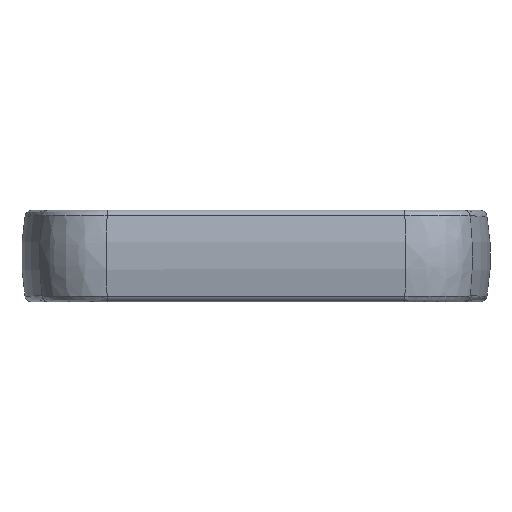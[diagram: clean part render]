
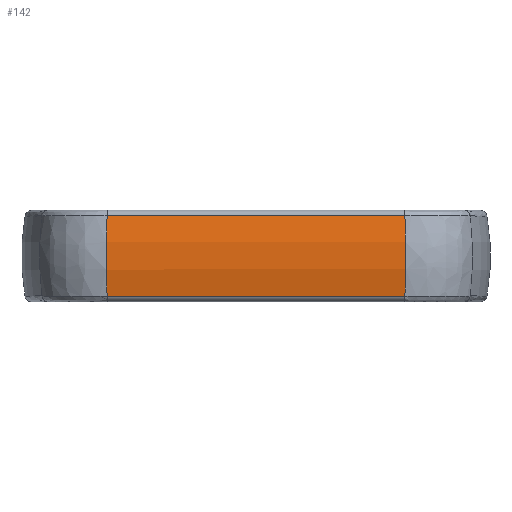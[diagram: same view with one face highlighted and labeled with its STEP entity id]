
A CAD part, top view. The second image highlights one B-rep face of the part: STEP entity #142.
In plain terms, the highlighted cylindrical face has radius 50 mm (diameter 100 mm), a partial arc.
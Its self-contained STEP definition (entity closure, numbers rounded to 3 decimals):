
#142 = ADVANCED_FACE( '', ( #297 ), #298, .T. );
#297 = FACE_OUTER_BOUND( '', #1790, .T. );
#298 = CYLINDRICAL_SURFACE( '', #1791, 50. );
#1790 = EDGE_LOOP( '', ( #2593, #2594, #2595, #2596 ) );
#1791 = AXIS2_PLACEMENT_3D( '', #2597, #2598, #2599 );
#2593 = ORIENTED_EDGE( '', *, *, #2709, .T. );
#2594 = ORIENTED_EDGE( '', *, *, #2789, .T. );
#2595 = ORIENTED_EDGE( '', *, *, #2721, .T. );
#2596 = ORIENTED_EDGE( '', *, *, #2713, .T. );
#2597 = CARTESIAN_POINT( '', ( 75., 0., -10. ) );
#2598 = DIRECTION( '', ( 1., 0., 0. ) );
#2599 = DIRECTION( '', ( 0., 0., 1. ) );
#2709 = EDGE_CURVE( '', #2883, #2881, #2884, .T. );
#2713 = EDGE_CURVE( '', #2889, #2883, #2890, .T. );
#2721 = EDGE_CURVE( '', #2901, #2889, #2902, .T. );
#2789 = EDGE_CURVE( '', #2881, #2901, #2986, .F. );
#2881 = VERTEX_POINT( '', #3610 );
#2883 = VERTEX_POINT( '', #3660 );
#2884 = B_SPLINE_CURVE_WITH_KNOTS( '', 3, ( #3661, #3662, #3663, #3664, #3665, #3666, #3667, #3668, #3669, #3670, #3671, #3672, #3673, #3674, #3675, #3676, #3677, #3678, #3679, #3680 ), .UNSPECIFIED., .F., .F., ( 4, 1, 1, 2, 2, 2, 1, 1, 2, 1, 1, 2, 4 ), ( 0.002, 0.004, 0.007, 0.01, 0.011, 0.011, 0.011, 0.012, 0.013, 0.016, 0.019, 0.022, 0.025 ), .UNSPECIFIED. );
#2889 = VERTEX_POINT( '', #3741 );
#2890 = LINE( '', #3742, #3743 );
#2901 = VERTEX_POINT( '', #3855 );
#2902 = B_SPLINE_CURVE_WITH_KNOTS( '', 3, ( #3856, #3857, #3858, #3859, #3860, #3861, #3862, #3863, #3864, #3865, #3866, #3867, #3868, #3869, #3870, #3871, #3872, #3873, #3874, #3875 ), .UNSPECIFIED., .F., .F., ( 4, 1, 1, 2, 2, 2, 1, 1, 2, 1, 1, 2, 4 ), ( 0.002, 0.004, 0.007, 0.01, 0.011, 0.011, 0.011, 0.012, 0.013, 0.016, 0.019, 0.022, 0.025 ), .UNSPECIFIED. );
#2986 = LINE( '', #4402, #4403 );
#3610 = CARTESIAN_POINT( '', ( -42.239, -11.458, 38.669 ) );
#3660 = CARTESIAN_POINT( '', ( -42.239, 11.458, 38.669 ) );
#3661 = CARTESIAN_POINT( '', ( -42.239, 11.458, 38.669 ) );
#3662 = CARTESIAN_POINT( '', ( -42.285, 10.517, 38.891 ) );
#3663 = CARTESIAN_POINT( '', ( -42.366, 8.626, 39.279 ) );
#3664 = CARTESIAN_POINT( '', ( -42.453, 5.762, 39.695 ) );
#3665 = CARTESIAN_POINT( '', ( -42.488, 3.834, 39.862 ) );
#3666 = CARTESIAN_POINT( '', ( -42.501, 2.745, 39.925 ) );
#3667 = CARTESIAN_POINT( '', ( -42.502, 2.624, 39.931 ) );
#3668 = CARTESIAN_POINT( '', ( -42.504, 2.442, 39.94 ) );
#3669 = CARTESIAN_POINT( '', ( -42.505, 2.381, 39.943 ) );
#3670 = CARTESIAN_POINT( '', ( -42.506, 2.26, 39.949 ) );
#3671 = CARTESIAN_POINT( '', ( -42.509, 1.957, 39.962 ) );
#3672 = CARTESIAN_POINT( '', ( -42.514, 1.171, 39.99 ) );
#3673 = CARTESIAN_POINT( '', ( -42.517, 0.446, 40. ) );
#3674 = CARTESIAN_POINT( '', ( -42.516, -1., 39.999 ) );
#3675 = CARTESIAN_POINT( '', ( -42.504, -2.922, 39.942 ) );
#3676 = CARTESIAN_POINT( '', ( -42.452, -5.787, 39.692 ) );
#3677 = CARTESIAN_POINT( '', ( -42.394, -7.685, 39.415 ) );
#3678 = CARTESIAN_POINT( '', ( -42.325, -9.576, 39.084 ) );
#3679 = CARTESIAN_POINT( '', ( -42.285, -10.519, 38.891 ) );
#3680 = CARTESIAN_POINT( '', ( -42.239, -11.458, 38.669 ) );
#3741 = CARTESIAN_POINT( '', ( 42.239, 11.458, 38.669 ) );
#3742 = CARTESIAN_POINT( '', ( 75., 11.458, 38.669 ) );
#3743 = VECTOR( '', #4459, 1000. );
#3855 = CARTESIAN_POINT( '', ( 42.239, -11.458, 38.669 ) );
#3856 = CARTESIAN_POINT( '', ( 42.239, -11.458, 38.669 ) );
#3857 = CARTESIAN_POINT( '', ( 42.285, -10.517, 38.891 ) );
#3858 = CARTESIAN_POINT( '', ( 42.366, -8.626, 39.279 ) );
#3859 = CARTESIAN_POINT( '', ( 42.453, -5.762, 39.695 ) );
#3860 = CARTESIAN_POINT( '', ( 42.488, -3.834, 39.862 ) );
#3861 = CARTESIAN_POINT( '', ( 42.501, -2.745, 39.925 ) );
#3862 = CARTESIAN_POINT( '', ( 42.502, -2.624, 39.931 ) );
#3863 = CARTESIAN_POINT( '', ( 42.504, -2.442, 39.94 ) );
#3864 = CARTESIAN_POINT( '', ( 42.505, -2.381, 39.943 ) );
#3865 = CARTESIAN_POINT( '', ( 42.506, -2.26, 39.949 ) );
#3866 = CARTESIAN_POINT( '', ( 42.509, -1.957, 39.962 ) );
#3867 = CARTESIAN_POINT( '', ( 42.514, -1.171, 39.99 ) );
#3868 = CARTESIAN_POINT( '', ( 42.517, -0.446, 40. ) );
#3869 = CARTESIAN_POINT( '', ( 42.516, 1., 39.999 ) );
#3870 = CARTESIAN_POINT( '', ( 42.504, 2.922, 39.942 ) );
#3871 = CARTESIAN_POINT( '', ( 42.452, 5.787, 39.692 ) );
#3872 = CARTESIAN_POINT( '', ( 42.394, 7.685, 39.415 ) );
#3873 = CARTESIAN_POINT( '', ( 42.325, 9.576, 39.084 ) );
#3874 = CARTESIAN_POINT( '', ( 42.285, 10.519, 38.891 ) );
#3875 = CARTESIAN_POINT( '', ( 42.239, 11.458, 38.669 ) );
#4402 = CARTESIAN_POINT( '', ( 75., -11.458, 38.669 ) );
#4403 = VECTOR( '', #4543, 1000. );
#4459 = DIRECTION( '', ( -1., 0., 0. ) );
#4543 = DIRECTION( '', ( -1., 0., 0. ) );
